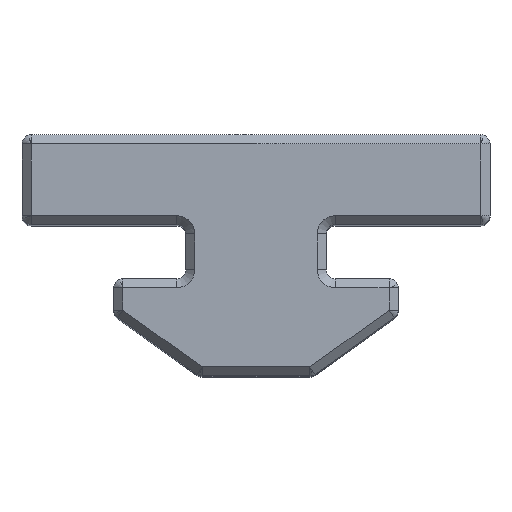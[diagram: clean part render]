
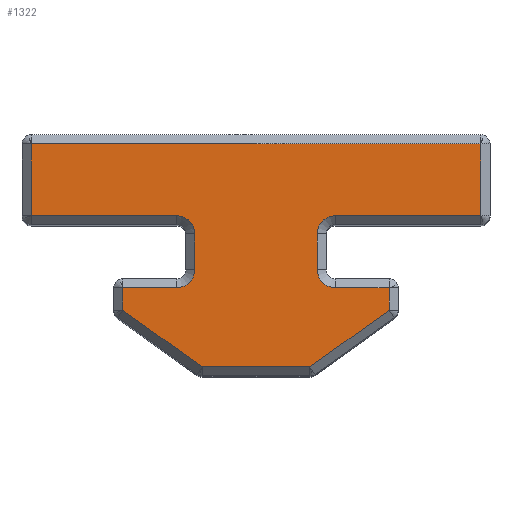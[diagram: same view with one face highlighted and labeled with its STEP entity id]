
A CAD part, top view. The second image highlights one B-rep face of the part: STEP entity #1322.
In plain terms, the highlighted planar face has unit normal (0, 0, 1).
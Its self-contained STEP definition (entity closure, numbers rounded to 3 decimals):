
#2 = CIRCLE ( 'NONE', #719, 1. ) ;
#22 = EDGE_CURVE ( 'NONE', #301, #1569, #70, .T. ) ;
#26 = DIRECTION ( 'NONE',  ( 1., 0., 0. ) ) ;
#27 = VECTOR ( 'NONE', #1686, 1000. ) ;
#70 = LINE ( 'NONE', #1980, #1734 ) ;
#78 = EDGE_CURVE ( 'NONE', #2047, #2320, #348, .T. ) ;
#84 = VERTEX_POINT ( 'NONE', #1733 ) ;
#85 = CARTESIAN_POINT ( 'NONE',  ( 3.4, -7.5, 20. ) ) ;
#88 = ORIENTED_EDGE ( 'NONE', *, *, #2027, .T. ) ;
#90 = LINE ( 'NONE', #2233, #514 ) ;
#126 = VECTOR ( 'NONE', #1822, 1000. ) ;
#140 = ORIENTED_EDGE ( 'NONE', *, *, #2399, .T. ) ;
#165 = CARTESIAN_POINT ( 'NONE',  ( -7.4, -8.5, 20. ) ) ;
#200 = EDGE_CURVE ( 'NONE', #1833, #1821, #2, .T. ) ;
#205 = DIRECTION ( 'NONE',  ( 1., 0., 0. ) ) ;
#219 = CARTESIAN_POINT ( 'NONE',  ( 4.4, -4.5, 20. ) ) ;
#239 = DIRECTION ( 'NONE',  ( 1., 0., 0. ) ) ;
#243 = AXIS2_PLACEMENT_3D ( 'NONE', #1303, #1767, #265 ) ;
#244 = VERTEX_POINT ( 'NONE', #476 ) ;
#264 = CARTESIAN_POINT ( 'NONE',  ( 4.4, -5.5, 20. ) ) ;
#265 = DIRECTION ( 'NONE',  ( 1., 0., 0. ) ) ;
#301 = VERTEX_POINT ( 'NONE', #931 ) ;
#322 = VECTOR ( 'NONE', #1350, 1000. ) ;
#331 = EDGE_CURVE ( 'NONE', #1569, #84, #1449, .T. ) ;
#348 = CIRCLE ( 'NONE', #793, 1. ) ;
#457 = VERTEX_POINT ( 'NONE', #1373 ) ;
#476 = CARTESIAN_POINT ( 'NONE',  ( 12.5, -0.5, 20. ) ) ;
#478 = ORIENTED_EDGE ( 'NONE', *, *, #567, .T. ) ;
#499 = CARTESIAN_POINT ( 'NONE',  ( 12.5, -4.5, 20. ) ) ;
#513 = CARTESIAN_POINT ( 'NONE',  ( 7.4, -8.5, 20. ) ) ;
#514 = VECTOR ( 'NONE', #1130, 1000. ) ;
#526 = DIRECTION ( 'NONE',  ( 0., 1., 0. ) ) ;
#528 = CARTESIAN_POINT ( 'NONE',  ( -2.989, -12.9, 20. ) ) ;
#567 = EDGE_CURVE ( 'NONE', #1157, #1718, #1292, .T. ) ;
#587 = FACE_OUTER_BOUND ( 'NONE', #1719, .T. ) ;
#589 = ORIENTED_EDGE ( 'NONE', *, *, #2346, .T. ) ;
#617 = VECTOR ( 'NONE', #1551, 1000. ) ;
#644 = CARTESIAN_POINT ( 'NONE',  ( 12.5, -0.5, 20. ) ) ;
#659 = DIRECTION ( 'NONE',  ( 0., -1., 0. ) ) ;
#664 = DIRECTION ( 'NONE',  ( 1., 0., 0. ) ) ;
#666 = EDGE_CURVE ( 'NONE', #2320, #2666, #1172, .T. ) ;
#719 = AXIS2_PLACEMENT_3D ( 'NONE', #264, #1288, #664 ) ;
#765 = CIRCLE ( 'NONE', #2334, 1. ) ;
#793 = AXIS2_PLACEMENT_3D ( 'NONE', #1545, #1940, #26 ) ;
#814 = ORIENTED_EDGE ( 'NONE', *, *, #331, .T. ) ;
#820 = DIRECTION ( 'NONE',  ( -1., 0., 0. ) ) ;
#902 = VECTOR ( 'NONE', #239, 1000. ) ;
#905 = CARTESIAN_POINT ( 'NONE',  ( -4.4, -8.5, 20. ) ) ;
#906 = CARTESIAN_POINT ( 'NONE',  ( -4.4, -4.5, 20. ) ) ;
#911 = LINE ( 'NONE', #644, #322 ) ;
#928 = LINE ( 'NONE', #1985, #1090 ) ;
#931 = CARTESIAN_POINT ( 'NONE',  ( -12.5, -4.5, 20. ) ) ;
#940 = LINE ( 'NONE', #1371, #2657 ) ;
#951 = CARTESIAN_POINT ( 'NONE',  ( 4.4, -8.5, 20. ) ) ;
#957 = ORIENTED_EDGE ( 'NONE', *, *, #22, .T. ) ;
#1070 = EDGE_CURVE ( 'NONE', #457, #1491, #2511, .T. ) ;
#1090 = VECTOR ( 'NONE', #526, 1000. ) ;
#1101 = ORIENTED_EDGE ( 'NONE', *, *, #666, .T. ) ;
#1104 = VECTOR ( 'NONE', #820, 1000. ) ;
#1116 = VERTEX_POINT ( 'NONE', #1451 ) ;
#1130 = DIRECTION ( 'NONE',  ( 0., -1., 0. ) ) ;
#1142 = CARTESIAN_POINT ( 'NONE',  ( -12.5, -0.5, 20. ) ) ;
#1157 = VERTEX_POINT ( 'NONE', #528 ) ;
#1170 = VECTOR ( 'NONE', #659, 1000. ) ;
#1172 = LINE ( 'NONE', #165, #126 ) ;
#1192 = EDGE_CURVE ( 'NONE', #1116, #1157, #940, .T. ) ;
#1217 = ORIENTED_EDGE ( 'NONE', *, *, #1192, .T. ) ;
#1219 = ORIENTED_EDGE ( 'NONE', *, *, #78, .T. ) ;
#1282 = LINE ( 'NONE', #2337, #1805 ) ;
#1284 = LINE ( 'NONE', #2144, #1170 ) ;
#1288 = DIRECTION ( 'NONE',  ( 0., 0., -1. ) ) ;
#1292 = LINE ( 'NONE', #2154, #902 ) ;
#1303 = CARTESIAN_POINT ( 'NONE',  ( -4.4, -5.5, 20. ) ) ;
#1322 = ADVANCED_FACE ( 'NONE', ( #587 ), #1673, .T. ) ;
#1339 = DIRECTION ( 'NONE',  ( 0., 0., -1. ) ) ;
#1340 = LINE ( 'NONE', #1359, #2558 ) ;
#1350 = DIRECTION ( 'NONE',  ( 0., 1., 0. ) ) ;
#1354 = ORIENTED_EDGE ( 'NONE', *, *, #2275, .T. ) ;
#1359 = CARTESIAN_POINT ( 'NONE',  ( 7.4, -9.743, 20. ) ) ;
#1371 = CARTESIAN_POINT ( 'NONE',  ( -2.989, -12.9, 20. ) ) ;
#1373 = CARTESIAN_POINT ( 'NONE',  ( 7.4, -8.5, 20. ) ) ;
#1393 = VERTEX_POINT ( 'NONE', #2549 ) ;
#1427 = CARTESIAN_POINT ( 'NONE',  ( 4.4, -8.5, 20. ) ) ;
#1438 = DIRECTION ( 'NONE',  ( 0., 0., 1. ) ) ;
#1449 = CIRCLE ( 'NONE', #243, 1. ) ;
#1451 = CARTESIAN_POINT ( 'NONE',  ( -7.4, -9.743, 20. ) ) ;
#1491 = VERTEX_POINT ( 'NONE', #951 ) ;
#1512 = CARTESIAN_POINT ( 'NONE',  ( 3.4, -5.5, 20. ) ) ;
#1545 = CARTESIAN_POINT ( 'NONE',  ( -4.4, -7.5, 20. ) ) ;
#1551 = DIRECTION ( 'NONE',  ( 0., 1., 0. ) ) ;
#1569 = VERTEX_POINT ( 'NONE', #906 ) ;
#1623 = CARTESIAN_POINT ( 'NONE',  ( -12.5, -0.5, 20. ) ) ;
#1673 = PLANE ( 'NONE',  #1858 ) ;
#1686 = DIRECTION ( 'NONE',  ( -1., 0., 0. ) ) ;
#1717 = EDGE_CURVE ( 'NONE', #244, #2728, #1829, .T. ) ;
#1718 = VERTEX_POINT ( 'NONE', #1892 ) ;
#1719 = EDGE_LOOP ( 'NONE', ( #2429, #1354, #2189, #1819, #957, #814, #2269, #1219, #1101, #2502, #1217, #478, #589, #2151, #2415, #88, #140, #2596 ) ) ;
#1733 = CARTESIAN_POINT ( 'NONE',  ( -3.4, -5.5, 20. ) ) ;
#1734 = VECTOR ( 'NONE', #2193, 1000. ) ;
#1749 = CARTESIAN_POINT ( 'NONE',  ( -3.4, -7.5, 20. ) ) ;
#1767 = DIRECTION ( 'NONE',  ( 0., 0., -1. ) ) ;
#1798 = DIRECTION ( 'NONE',  ( 0.813, 0.582, 0. ) ) ;
#1805 = VECTOR ( 'NONE', #2131, 1000. ) ;
#1808 = EDGE_CURVE ( 'NONE', #2666, #1116, #1284, .T. ) ;
#1819 = ORIENTED_EDGE ( 'NONE', *, *, #2377, .T. ) ;
#1821 = VERTEX_POINT ( 'NONE', #219 ) ;
#1822 = DIRECTION ( 'NONE',  ( -1., 0., 0. ) ) ;
#1829 = LINE ( 'NONE', #1623, #27 ) ;
#1833 = VERTEX_POINT ( 'NONE', #1512 ) ;
#1858 = AXIS2_PLACEMENT_3D ( 'NONE', #2045, #1438, #2522 ) ;
#1877 = EDGE_CURVE ( 'NONE', #1821, #2327, #1957, .T. ) ;
#1892 = CARTESIAN_POINT ( 'NONE',  ( 2.989, -12.9, 20. ) ) ;
#1940 = DIRECTION ( 'NONE',  ( 0., 0., -1. ) ) ;
#1946 = CARTESIAN_POINT ( 'NONE',  ( 12.5, -4.5, 20. ) ) ;
#1957 = LINE ( 'NONE', #1946, #1968 ) ;
#1968 = VECTOR ( 'NONE', #205, 1000. ) ;
#1980 = CARTESIAN_POINT ( 'NONE',  ( -4.4, -4.5, 20. ) ) ;
#1985 = CARTESIAN_POINT ( 'NONE',  ( 3.4, -5.5, 20. ) ) ;
#2018 = CARTESIAN_POINT ( 'NONE',  ( 4.4, -7.5, 20. ) ) ;
#2027 = EDGE_CURVE ( 'NONE', #1491, #2314, #765, .T. ) ;
#2045 = CARTESIAN_POINT ( 'NONE',  ( 0., 0., 20. ) ) ;
#2047 = VERTEX_POINT ( 'NONE', #1749 ) ;
#2131 = DIRECTION ( 'NONE',  ( 0., -1., 0. ) ) ;
#2144 = CARTESIAN_POINT ( 'NONE',  ( -7.4, -9.743, 20. ) ) ;
#2151 = ORIENTED_EDGE ( 'NONE', *, *, #2426, .T. ) ;
#2154 = CARTESIAN_POINT ( 'NONE',  ( 2.989, -12.9, 20. ) ) ;
#2189 = ORIENTED_EDGE ( 'NONE', *, *, #1717, .T. ) ;
#2193 = DIRECTION ( 'NONE',  ( 1., 0., 0. ) ) ;
#2233 = CARTESIAN_POINT ( 'NONE',  ( -12.5, -4.5, 20. ) ) ;
#2269 = ORIENTED_EDGE ( 'NONE', *, *, #2604, .T. ) ;
#2275 = EDGE_CURVE ( 'NONE', #2327, #244, #911, .T. ) ;
#2314 = VERTEX_POINT ( 'NONE', #85 ) ;
#2320 = VERTEX_POINT ( 'NONE', #905 ) ;
#2327 = VERTEX_POINT ( 'NONE', #499 ) ;
#2334 = AXIS2_PLACEMENT_3D ( 'NONE', #2018, #1339, #2650 ) ;
#2337 = CARTESIAN_POINT ( 'NONE',  ( -3.4, -7.5, 20. ) ) ;
#2346 = EDGE_CURVE ( 'NONE', #1718, #1393, #1340, .T. ) ;
#2377 = EDGE_CURVE ( 'NONE', #2728, #301, #90, .T. ) ;
#2392 = CARTESIAN_POINT ( 'NONE',  ( -7.4, -8.5, 20. ) ) ;
#2399 = EDGE_CURVE ( 'NONE', #2314, #1833, #928, .T. ) ;
#2415 = ORIENTED_EDGE ( 'NONE', *, *, #1070, .T. ) ;
#2426 = EDGE_CURVE ( 'NONE', #1393, #457, #2667, .T. ) ;
#2429 = ORIENTED_EDGE ( 'NONE', *, *, #1877, .T. ) ;
#2502 = ORIENTED_EDGE ( 'NONE', *, *, #1808, .T. ) ;
#2511 = LINE ( 'NONE', #1427, #1104 ) ;
#2522 = DIRECTION ( 'NONE',  ( 1., 0., 0. ) ) ;
#2549 = CARTESIAN_POINT ( 'NONE',  ( 7.4, -9.743, 20. ) ) ;
#2558 = VECTOR ( 'NONE', #1798, 1000. ) ;
#2596 = ORIENTED_EDGE ( 'NONE', *, *, #200, .T. ) ;
#2604 = EDGE_CURVE ( 'NONE', #84, #2047, #1282, .T. ) ;
#2650 = DIRECTION ( 'NONE',  ( 1., 0., 0. ) ) ;
#2656 = DIRECTION ( 'NONE',  ( 0.813, -0.582, 0. ) ) ;
#2657 = VECTOR ( 'NONE', #2656, 1000. ) ;
#2666 = VERTEX_POINT ( 'NONE', #2392 ) ;
#2667 = LINE ( 'NONE', #513, #617 ) ;
#2728 = VERTEX_POINT ( 'NONE', #1142 ) ;
